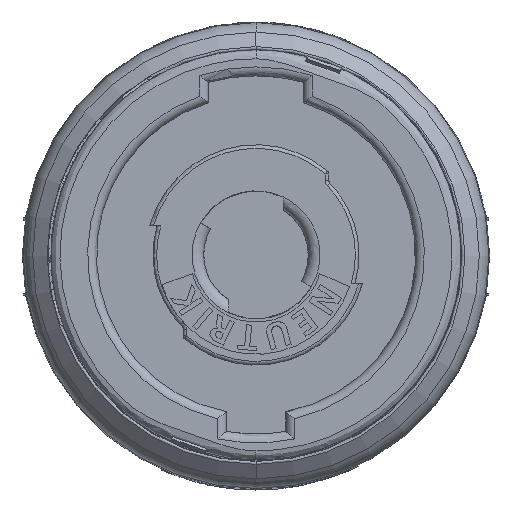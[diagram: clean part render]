
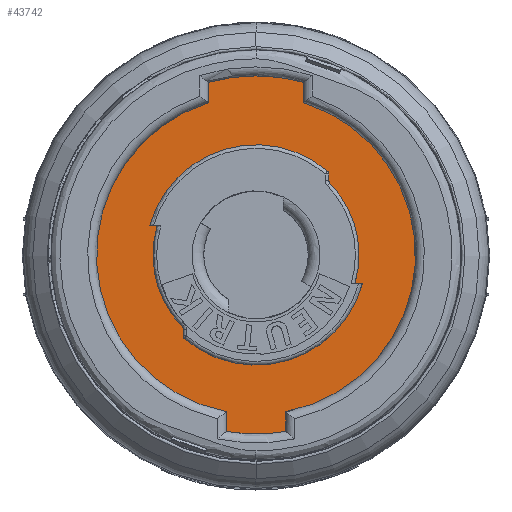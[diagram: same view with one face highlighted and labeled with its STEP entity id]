
A CAD part, top view. The second image highlights one B-rep face of the part: STEP entity #43742.
In plain terms, the highlighted planar face has unit normal (0, 0, 1).
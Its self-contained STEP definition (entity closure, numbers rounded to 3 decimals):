
#15714=CARTESIAN_POINT('',(0.,0.,17.902));
#15715=DIRECTION('',(0.,0.,1.));
#15716=DIRECTION('',(0.265,0.964,0.));
#15717=AXIS2_PLACEMENT_3D('',#15714,#15715,#15716);
#15723=DIRECTION('',(0.,1.,0.));
#15724=VECTOR('',#15723,1.127);
#15725=CARTESIAN_POINT('',(2.65,8.516,17.902));
#15726=LINE('',#15725,#15724);
#15732=CARTESIAN_POINT('',(0.,0.,17.902));
#15733=DIRECTION('',(0.,0.,-1.));
#15734=DIRECTION('',(0.297,0.955,0.));
#15735=AXIS2_PLACEMENT_3D('',#15732,#15733,#15734);
#15737=DIRECTION('',(0.,-1.,0.));
#15738=VECTOR('',#15737,1.099);
#15739=CARTESIAN_POINT('',(1.687,-8.757,
17.902));
#15740=LINE('',#15739,#15738);
#15751=CARTESIAN_POINT('',(0.,0.,17.902));
#15752=DIRECTION('',(0.,0.,1.));
#15753=DIRECTION('',(-0.165,-0.986,0.));
#15754=AXIS2_PLACEMENT_3D('',#15751,#15752,#15753);
#15760=DIRECTION('',(0.,-1.,0.));
#15761=VECTOR('',#15760,1.099);
#15762=CARTESIAN_POINT('',(-1.65,-8.764,17.902));
#15763=LINE('',#15762,#15761);
#15769=CARTESIAN_POINT('',(0.,0.,17.902));
#15770=DIRECTION('',(0.,0.,-1.));
#15771=DIRECTION('',(-0.185,-0.983,0.));
#15772=AXIS2_PLACEMENT_3D('',#15769,#15770,#15771);
#15774=DIRECTION('',(0.,1.,0.));
#15775=VECTOR('',#15774,1.128);
#15776=CARTESIAN_POINT('',(-2.687,8.504,
17.902));
#15777=LINE('',#15776,#15775);
#15788=CARTESIAN_POINT('',(0.,0.,17.902));
#15789=DIRECTION('',(0.,0.,1.));
#15790=DIRECTION('',(0.65,0.76,0.));
#15791=AXIS2_PLACEMENT_3D('',#15788,#15789,#15790);
#15793=CARTESIAN_POINT('',(3.866,4.523,17.902));
#15794=DIRECTION('',(0.,0.,1.));
#15795=DIRECTION('',(1.,0.,0.));
#15796=AXIS2_PLACEMENT_3D('',#15793,#15794,#15795);
#15811=DIRECTION('',(0.,-1.,0.));
#15812=VECTOR('',#15811,0.375);
#15813=CARTESIAN_POINT('',(4.066,4.523,17.902));
#15814=LINE('',#15813,#15812);
#15815=CARTESIAN_POINT('',(4.266,4.148,17.902));
#15816=DIRECTION('',(0.,0.,-1.));
#15817=DIRECTION('',(-0.717,-0.697,0.));
#15818=AXIS2_PLACEMENT_3D('',#15815,#15816,#15817);
#15833=CARTESIAN_POINT('',(0.,0.,17.902));
#15834=DIRECTION('',(0.,0.,1.));
#15835=DIRECTION('',(0.959,-0.283,0.));
#15836=AXIS2_PLACEMENT_3D('',#15833,#15834,#15835);
#15843=DIRECTION('',(-1.,0.,0.));
#15844=VECTOR('',#15843,0.416);
#15845=CARTESIAN_POINT('',(5.931,-1.627,
17.902));
#15846=LINE('',#15845,#15844);
#15856=CARTESIAN_POINT('',(0.,0.,17.902));
#15857=DIRECTION('',(0.,0.,1.));
#15858=DIRECTION('',(-0.65,-0.76,0.));
#15859=AXIS2_PLACEMENT_3D('',#15856,#15857,#15858);
#15861=CARTESIAN_POINT('',(-3.866,-4.523,
17.902));
#15862=DIRECTION('',(0.,0.,1.));
#15863=DIRECTION('',(-1.,0.,0.));
#15864=AXIS2_PLACEMENT_3D('',#15861,#15862,#15863);
#15879=DIRECTION('',(0.,1.,0.));
#15880=VECTOR('',#15879,0.375);
#15881=CARTESIAN_POINT('',(-4.066,-4.523,
17.902));
#15882=LINE('',#15881,#15880);
#15883=CARTESIAN_POINT('',(-4.266,-4.148,
17.902));
#15884=DIRECTION('',(0.,0.,-1.));
#15885=DIRECTION('',(0.717,0.697,0.));
#15886=AXIS2_PLACEMENT_3D('',#15883,#15884,#15885);
#15901=CARTESIAN_POINT('',(0.,0.,17.902));
#15902=DIRECTION('',(0.,0.,1.));
#15903=DIRECTION('',(-0.959,0.283,0.));
#15904=AXIS2_PLACEMENT_3D('',#15901,#15902,#15903);
#15911=DIRECTION('',(1.,0.,0.));
#15912=VECTOR('',#15911,0.416);
#15913=CARTESIAN_POINT('',(-5.931,1.627,
17.902));
#15914=LINE('',#15913,#15912);
#20367=CARTESIAN_POINT('',(2.65,9.642,17.902));
#20368=CARTESIAN_POINT('',(-2.687,9.632,
17.902));
#20369=VERTEX_POINT('',#20367);
#20370=VERTEX_POINT('',#20368);
#20371=CARTESIAN_POINT('',(-1.65,-8.764,17.902));
#20372=CARTESIAN_POINT('',(-1.65,-9.863,17.902));
#20373=VERTEX_POINT('',#20371);
#20374=VERTEX_POINT('',#20372);
#20375=CARTESIAN_POINT('',(1.687,-9.857,
17.902));
#20376=VERTEX_POINT('',#20375);
#20377=CARTESIAN_POINT('',(2.65,8.516,17.902));
#20378=VERTEX_POINT('',#20377);
#20379=CARTESIAN_POINT('',(1.687,-8.757,
17.902));
#20380=VERTEX_POINT('',#20379);
#20381=CARTESIAN_POINT('',(-2.687,8.504,
17.902));
#20382=VERTEX_POINT('',#20381);
#20383=CARTESIAN_POINT('',(3.996,4.675,17.902));
#20384=CARTESIAN_POINT('',(-5.931,1.627,
17.902));
#20385=VERTEX_POINT('',#20383);
#20386=VERTEX_POINT('',#20384);
#20387=CARTESIAN_POINT('',(-3.996,-4.675,
17.902));
#20388=CARTESIAN_POINT('',(5.931,-1.627,
17.902));
#20389=VERTEX_POINT('',#20387);
#20390=VERTEX_POINT('',#20388);
#20391=CARTESIAN_POINT('',(5.515,-1.627,
17.902));
#20392=CARTESIAN_POINT('',(4.122,4.008,17.902));
#20393=VERTEX_POINT('',#20391);
#20394=VERTEX_POINT('',#20392);
#20395=CARTESIAN_POINT('',(-5.515,1.627,
17.902));
#20396=CARTESIAN_POINT('',(-4.122,-4.008,
17.902));
#20397=VERTEX_POINT('',#20395);
#20398=VERTEX_POINT('',#20396);
#20399=CARTESIAN_POINT('',(-4.066,-4.523,
17.902));
#20400=CARTESIAN_POINT('',(-4.066,-4.148,
17.902));
#20401=VERTEX_POINT('',#20399);
#20402=VERTEX_POINT('',#20400);
#20403=CARTESIAN_POINT('',(4.066,4.523,17.902));
#20404=CARTESIAN_POINT('',(4.066,4.148,17.902));
#20405=VERTEX_POINT('',#20403);
#20406=VERTEX_POINT('',#20404);
#43694=CARTESIAN_POINT('',(0.,0.,17.902));
#43695=DIRECTION('',(0.,0.,1.));
#43696=DIRECTION('',(0.,1.,0.));
#43697=AXIS2_PLACEMENT_3D('',#43694,#43695,#43696);
#43698=PLANE('',#43697);
#43699=ORIENTED_EDGE('',*,*,#43684,.F.);
#43701=ORIENTED_EDGE('',*,*,#43700,.F.);
#43703=ORIENTED_EDGE('',*,*,#43702,.T.);
#43705=ORIENTED_EDGE('',*,*,#43704,.T.);
#43707=ORIENTED_EDGE('',*,*,#43706,.F.);
#43709=ORIENTED_EDGE('',*,*,#43708,.F.);
#43711=ORIENTED_EDGE('',*,*,#43710,.T.);
#43713=ORIENTED_EDGE('',*,*,#43712,.T.);
#43714=EDGE_LOOP('',(#43699,#43701,#43703,#43705,#43707,#43709,#43711,#43713));
#43715=FACE_OUTER_BOUND('',#43714,.F.);
#43717=ORIENTED_EDGE('',*,*,#43716,.T.);
#43719=ORIENTED_EDGE('',*,*,#43718,.T.);
#43721=ORIENTED_EDGE('',*,*,#43720,.T.);
#43723=ORIENTED_EDGE('',*,*,#43722,.T.);
#43725=ORIENTED_EDGE('',*,*,#43724,.F.);
#43727=ORIENTED_EDGE('',*,*,#43726,.T.);
#43729=ORIENTED_EDGE('',*,*,#43728,.T.);
#43731=ORIENTED_EDGE('',*,*,#43730,.T.);
#43733=ORIENTED_EDGE('',*,*,#43732,.T.);
#43735=ORIENTED_EDGE('',*,*,#43734,.T.);
#43737=ORIENTED_EDGE('',*,*,#43736,.F.);
#43739=ORIENTED_EDGE('',*,*,#43738,.T.);
#43740=EDGE_LOOP('',(#43717,#43719,#43721,#43723,#43725,#43727,#43729,#43731,
#43733,#43735,#43737,#43739));
#43741=FACE_BOUND('',#43740,.F.);
#43742=ADVANCED_FACE('',(#43715,#43741),#43698,.T.);
#15718=CIRCLE('',#15717,10.);
#15736=CIRCLE('',#15735,8.918);
#15755=CIRCLE('',#15754,10.);
#15773=CIRCLE('',#15772,8.918);
#15792=CIRCLE('',#15791,6.15);
#15797=CIRCLE('',#15796,0.2);
#15819=CIRCLE('',#15818,0.2);
#15837=CIRCLE('',#15836,5.75);
#15860=CIRCLE('',#15859,6.15);
#15865=CIRCLE('',#15864,0.2);
#15887=CIRCLE('',#15886,0.2);
#15905=CIRCLE('',#15904,5.75);
#43684=EDGE_CURVE('',#20369,#20370,#15718,.T.);
#43700=EDGE_CURVE('',#20378,#20369,#15726,.T.);
#43702=EDGE_CURVE('',#20378,#20380,#15736,.T.);
#43704=EDGE_CURVE('',#20380,#20376,#15740,.T.);
#43706=EDGE_CURVE('',#20374,#20376,#15755,.T.);
#43708=EDGE_CURVE('',#20373,#20374,#15763,.T.);
#43710=EDGE_CURVE('',#20373,#20382,#15773,.T.);
#43712=EDGE_CURVE('',#20382,#20370,#15777,.T.);
#43716=EDGE_CURVE('',#20385,#20386,#15792,.T.);
#43718=EDGE_CURVE('',#20386,#20397,#15914,.T.);
#43720=EDGE_CURVE('',#20397,#20398,#15905,.T.);
#43722=EDGE_CURVE('',#20398,#20402,#15887,.T.);
#43724=EDGE_CURVE('',#20401,#20402,#15882,.T.);
#43726=EDGE_CURVE('',#20401,#20389,#15865,.T.);
#43728=EDGE_CURVE('',#20389,#20390,#15860,.T.);
#43730=EDGE_CURVE('',#20390,#20393,#15846,.T.);
#43732=EDGE_CURVE('',#20393,#20394,#15837,.T.);
#43734=EDGE_CURVE('',#20394,#20406,#15819,.T.);
#43736=EDGE_CURVE('',#20405,#20406,#15814,.T.);
#43738=EDGE_CURVE('',#20405,#20385,#15797,.T.);
